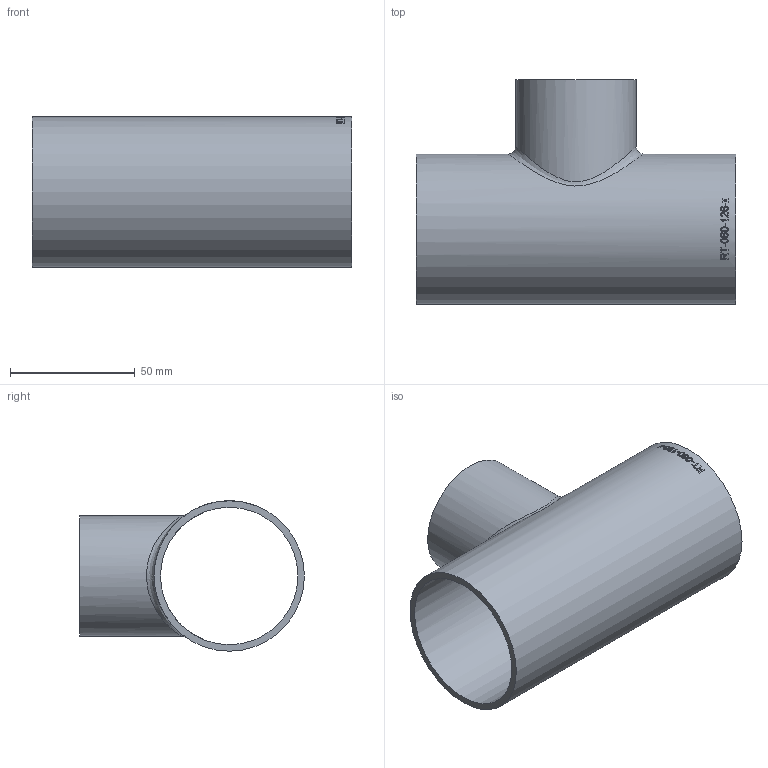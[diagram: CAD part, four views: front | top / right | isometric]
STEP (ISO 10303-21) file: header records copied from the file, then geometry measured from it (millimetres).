
FILE_DESCRIPTION (( 'STEP AP214' ), '1' );
FILE_NAME ('RT-060-126-x T-Stück Ø60,3x2,6-Ø48,4x2,3 BL128 1910.STEP', '2019-10-22T08:58:02', ( '' ), ( '' ), 'SwSTEP 2.0', 'SolidWorks 2016', '' );
FILE_SCHEMA (( 'AUTOMOTIVE_DESIGN' ));
Length unit declared in the file: millimetre
Products named in the file (1): RT-060-126-x T-Stück Ø60,3x2,6-Ø48,4x2,3 BL128 1910
Bounding box: 128 x 90.15 x 60.3 mm (x, y, z)
Volume: 67684.7 mm3; surface area: 54370.4 mm2
Topology: 1 solids, 1 shells, 152 faces, 397 edges, 264 vertices
Faces by surface type: bspline 87, plane 44, cylinder 21
Full cylindrical faces by diameter (mm): 43.7 x1, 48.3 x1, 55.1 x1, 60.3 x1
Entity records: 18348 total; most frequent: CARTESIAN_POINT 13826, ORIENTED_EDGE 776, EDGE_CURVE 388, DIRECTION 305, B_SPLINE_CURVE_WITH_KNOTS 269, VERTEX_POINT 262, EDGE_LOOP 180, FACE_OUTER_BOUND 158
